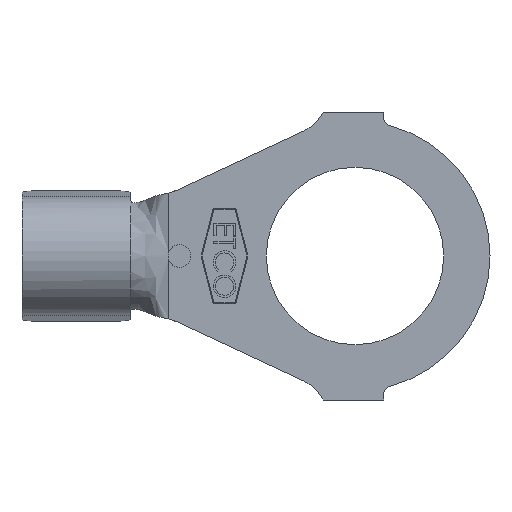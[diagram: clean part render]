
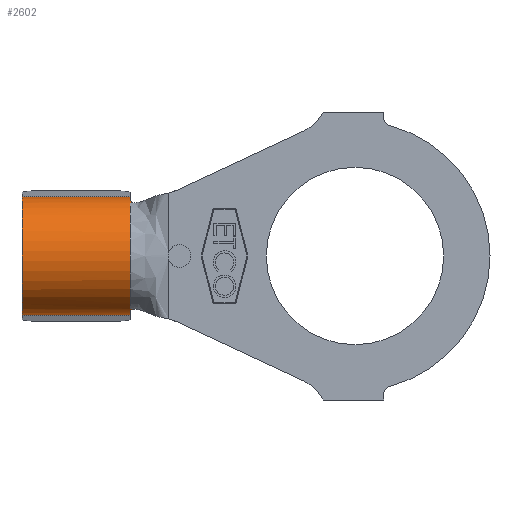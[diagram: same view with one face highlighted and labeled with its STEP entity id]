
A CAD part, front view. The second image highlights one B-rep face of the part: STEP entity #2602.
In plain terms, the highlighted cylindrical face has radius 1.676 mm (diameter 3.353 mm), a partial arc.
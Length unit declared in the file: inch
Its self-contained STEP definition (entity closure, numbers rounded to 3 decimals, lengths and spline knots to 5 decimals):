
#38 = CARTESIAN_POINT ( 'NONE',  ( -0.25, 0.03587, 0.05872 ) ) ;
#84 = CIRCLE ( 'NONE', #944, 0.066 ) ;
#119 = CARTESIAN_POINT ( 'NONE',  ( -0.25, 0.03587, -0.05872 ) ) ;
#139 = DIRECTION ( 'NONE',  ( 1., 0., 0. ) ) ;
#293 = CARTESIAN_POINT ( 'NONE',  ( -0.25, 0.05868, 0.06559 ) ) ;
#368 = CARTESIAN_POINT ( 'NONE',  ( -0.25, 0.066, 0. ) ) ;
#414 = CARTESIAN_POINT ( 'NONE',  ( -0.24332, 0.03483, 0.05817 ) ) ;
#422 = CARTESIAN_POINT ( 'NONE',  ( -0.25, 0.04348, -0.06204 ) ) ;
#589 = CARTESIAN_POINT ( 'NONE',  ( -0.37, 0.05868, 0.06559 ) ) ;
#620 = CARTESIAN_POINT ( 'NONE',  ( -0.24935, 0.03963, 0.06053 ) ) ;
#637 = DIRECTION ( 'NONE',  ( 1., 0., 0. ) ) ;
#797 = CARTESIAN_POINT ( 'NONE',  ( -0.25, 0.03587, -0.05872 ) ) ;
#804 = ORIENTED_EDGE ( 'NONE', *, *, #1518, .F. ) ;
#816 = EDGE_CURVE ( 'NONE', #1039, #3659, #2376, .T. ) ;
#843 = DIRECTION ( 'NONE',  ( 0., 0., -1. ) ) ;
#944 = AXIS2_PLACEMENT_3D ( 'NONE', #368, #3630, #843 ) ;
#1039 = VERTEX_POINT ( 'NONE', #1536 ) ;
#1087 = CARTESIAN_POINT ( 'NONE',  ( -0.24528, 0.03543, 0.0585 ) ) ;
#1181 = EDGE_LOOP ( 'NONE', ( #3520, #804, #3505, #3454, #4036, #2716, #2505, #5211, #2860, #1827 ) ) ;
#1235 = VECTOR ( 'NONE', #3929, 39.37008 ) ;
#1267 = CARTESIAN_POINT ( 'NONE',  ( -0.2477, 0.03587, -0.05872 ) ) ;
#1286 = EDGE_CURVE ( 'NONE', #1748, #3585, #5817, .T. ) ;
#1312 = CARTESIAN_POINT ( 'NONE',  ( -0.37, 0.05868, -0.06559 ) ) ;
#1322 = EDGE_CURVE ( 'NONE', #3659, #3585, #5525, .T. ) ;
#1358 = VERTEX_POINT ( 'NONE', #1869 ) ;
#1373 = CARTESIAN_POINT ( 'NONE',  ( -0.25, 0.03587, 0.05872 ) ) ;
#1391 = DIRECTION ( 'NONE',  ( 1., 0., 0. ) ) ;
#1405 = EDGE_CURVE ( 'NONE', #2357, #1748, #2747, .T. ) ;
#1518 = EDGE_CURVE ( 'NONE', #2357, #3325, #5887, .T. ) ;
#1536 = CARTESIAN_POINT ( 'NONE',  ( -0.24332, 0.03483, -0.05817 ) ) ;
#1748 = VERTEX_POINT ( 'NONE', #5655 ) ;
#1753 = CIRCLE ( 'NONE', #1764, 0.066 ) ;
#1764 = AXIS2_PLACEMENT_3D ( 'NONE', #3426, #637, #3904 ) ;
#1827 = ORIENTED_EDGE ( 'NONE', *, *, #2746, .F. ) ;
#1869 = CARTESIAN_POINT ( 'NONE',  ( -0.25, 0.04348, 0.06204 ) ) ;
#1908 = FACE_OUTER_BOUND ( 'NONE', #1181, .T. ) ;
#2086 = DIRECTION ( 'NONE',  ( 0., 0., -1. ) ) ;
#2145 = AXIS2_PLACEMENT_3D ( 'NONE', #2921, #139, #3396 ) ;
#2191 = CARTESIAN_POINT ( 'NONE',  ( -0.24332, 0.03483, -0.05817 ) ) ;
#2264 = CARTESIAN_POINT ( 'NONE',  ( -0.24526, 0.03543, -0.0585 ) ) ;
#2357 = VERTEX_POINT ( 'NONE', #589 ) ;
#2376 = B_SPLINE_CURVE_WITH_KNOTS ( 'NONE', 3,
 ( #2783, #2264, #2730, #5985, #3198, #422 ),
 .UNSPECIFIED., .F., .F.,
 ( 4, 2, 4 ),
 ( 0.00003, 0.00018, 0.00034 ),
 .UNSPECIFIED. ) ;
#2415 = CARTESIAN_POINT ( 'NONE',  ( -0.24332, 0.03483, 0.05817 ) ) ;
#2461 = CARTESIAN_POINT ( 'NONE',  ( -0.25, 0.04152, 0.06133 ) ) ;
#2477 = B_SPLINE_CURVE_WITH_KNOTS ( 'NONE', 3,
 ( #414, #5099, #2806, #38 ),
 .UNSPECIFIED., .F., .F.,
 ( 4, 4 ),
 ( 0., 0.00017 ),
 .UNSPECIFIED. ) ;
#2501 = CARTESIAN_POINT ( 'NONE',  ( -0.37, 0.05868, 0.06559 ) ) ;
#2505 = ORIENTED_EDGE ( 'NONE', *, *, #3382, .F. ) ;
#2602 = ADVANCED_FACE ( 'NONE', ( #1908 ), #5328, .T. ) ;
#2689 = VERTEX_POINT ( 'NONE', #1373 ) ;
#2696 = CARTESIAN_POINT ( 'NONE',  ( -0.25, 0.04348, -0.06204 ) ) ;
#2716 = ORIENTED_EDGE ( 'NONE', *, *, #816, .F. ) ;
#2730 = CARTESIAN_POINT ( 'NONE',  ( -0.24699, 0.03658, -0.05911 ) ) ;
#2746 = EDGE_CURVE ( 'NONE', #1358, #4973, #5539, .T. ) ;
#2747 = CIRCLE ( 'NONE', #2145, 0.066 ) ;
#2783 = CARTESIAN_POINT ( 'NONE',  ( -0.24332, 0.03483, -0.05817 ) ) ;
#2806 = CARTESIAN_POINT ( 'NONE',  ( -0.2477, 0.03587, 0.05872 ) ) ;
#2860 = ORIENTED_EDGE ( 'NONE', *, *, #3701, .F. ) ;
#2920 = B_SPLINE_CURVE_WITH_KNOTS ( 'NONE', 3,
 ( #797, #1267, #4990, #2191 ),
 .UNSPECIFIED., .F., .F.,
 ( 4, 4 ),
 ( 0., 0.00017 ),
 .UNSPECIFIED. ) ;
#2921 = CARTESIAN_POINT ( 'NONE',  ( -0.37, 0.066, 0. ) ) ;
#3019 = CARTESIAN_POINT ( 'NONE',  ( -0.37, 0.066, 0. ) ) ;
#3064 = CARTESIAN_POINT ( 'NONE',  ( -0.25, 0.05868, -0.06559 ) ) ;
#3198 = CARTESIAN_POINT ( 'NONE',  ( -0.25, 0.04152, -0.06133 ) ) ;
#3325 = VERTEX_POINT ( 'NONE', #293 ) ;
#3382 = EDGE_CURVE ( 'NONE', #4177, #1039, #2920, .T. ) ;
#3396 = DIRECTION ( 'NONE',  ( 0., 0., -1. ) ) ;
#3426 = CARTESIAN_POINT ( 'NONE',  ( -0.25, 0.066, 0. ) ) ;
#3454 = ORIENTED_EDGE ( 'NONE', *, *, #1286, .T. ) ;
#3472 = EDGE_CURVE ( 'NONE', #2689, #4177, #84, .T. ) ;
#3505 = ORIENTED_EDGE ( 'NONE', *, *, #1405, .T. ) ;
#3520 = ORIENTED_EDGE ( 'NONE', *, *, #3981, .F. ) ;
#3585 = VERTEX_POINT ( 'NONE', #3064 ) ;
#3630 = DIRECTION ( 'NONE',  ( 1., 0., 0. ) ) ;
#3659 = VERTEX_POINT ( 'NONE', #2696 ) ;
#3701 = EDGE_CURVE ( 'NONE', #4973, #2689, #2477, .T. ) ;
#3876 = CARTESIAN_POINT ( 'NONE',  ( -0.24698, 0.03658, 0.0591 ) ) ;
#3904 = DIRECTION ( 'NONE',  ( 0., 0., -1. ) ) ;
#3929 = DIRECTION ( 'NONE',  ( 1., 0., 0. ) ) ;
#3981 = EDGE_CURVE ( 'NONE', #3325, #1358, #1753, .T. ) ;
#4036 = ORIENTED_EDGE ( 'NONE', *, *, #1322, .F. ) ;
#4110 = DIRECTION ( 'NONE',  ( 1., 0., 0. ) ) ;
#4177 = VERTEX_POINT ( 'NONE', #119 ) ;
#4186 = CARTESIAN_POINT ( 'NONE',  ( -0.25, 0.066, 0. ) ) ;
#4345 = CARTESIAN_POINT ( 'NONE',  ( -0.24332, 0.03483, 0.05817 ) ) ;
#4417 = DIRECTION ( 'NONE',  ( 1., 0., 0. ) ) ;
#4584 = VECTOR ( 'NONE', #4110, 39.37008 ) ;
#4652 = DIRECTION ( 'NONE',  ( 0., 0., -1. ) ) ;
#4973 = VERTEX_POINT ( 'NONE', #2415 ) ;
#4990 = CARTESIAN_POINT ( 'NONE',  ( -0.24548, 0.0355, -0.05853 ) ) ;
#5099 = CARTESIAN_POINT ( 'NONE',  ( -0.24548, 0.0355, 0.05853 ) ) ;
#5211 = ORIENTED_EDGE ( 'NONE', *, *, #3472, .F. ) ;
#5328 = CYLINDRICAL_SURFACE ( 'NONE', #5654, 0.066 ) ;
#5525 = CIRCLE ( 'NONE', #5995, 0.066 ) ;
#5539 = B_SPLINE_CURVE_WITH_KNOTS ( 'NONE', 3,
 ( #5719, #2461, #620, #3876, #1087, #4345 ),
 .UNSPECIFIED., .F., .F.,
 ( 4, 2, 4 ),
 ( 0.00121, 0.00136, 0.00152 ),
 .UNSPECIFIED. ) ;
#5654 = AXIS2_PLACEMENT_3D ( 'NONE', #3019, #4417, #2086 ) ;
#5655 = CARTESIAN_POINT ( 'NONE',  ( -0.37, 0.05868, -0.06559 ) ) ;
#5719 = CARTESIAN_POINT ( 'NONE',  ( -0.25, 0.04348, 0.06204 ) ) ;
#5817 = LINE ( 'NONE', #1312, #4584 ) ;
#5887 = LINE ( 'NONE', #2501, #1235 ) ;
#5985 = CARTESIAN_POINT ( 'NONE',  ( -0.24936, 0.03965, -0.06053 ) ) ;
#5995 = AXIS2_PLACEMENT_3D ( 'NONE', #4186, #1391, #4652 ) ;
